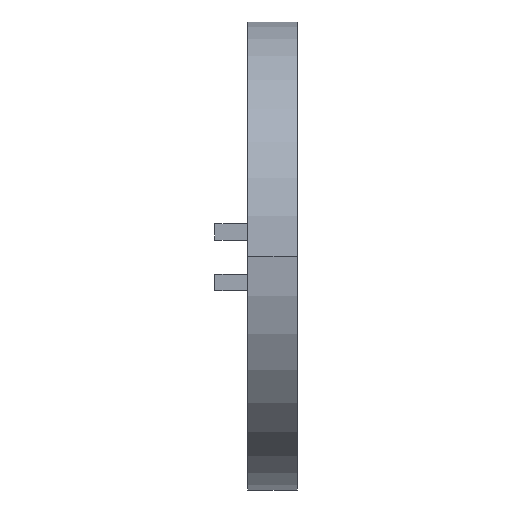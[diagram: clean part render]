
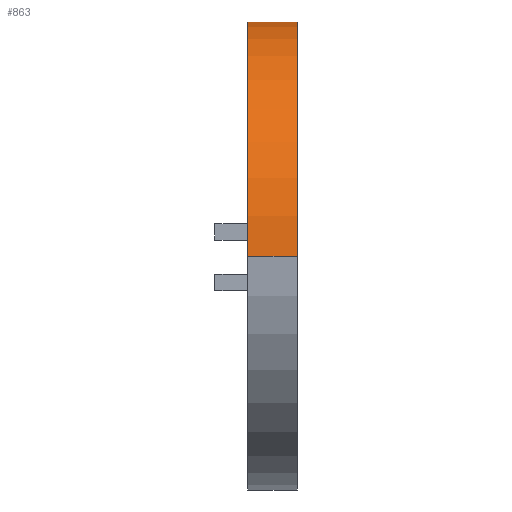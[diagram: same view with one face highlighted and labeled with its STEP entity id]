
A CAD part, left-side view. The second image highlights one B-rep face of the part: STEP entity #863.
In plain terms, the highlighted cylindrical face has radius 35.5 mm (diameter 71 mm), a partial arc.
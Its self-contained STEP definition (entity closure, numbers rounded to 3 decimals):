
#105 = CARTESIAN_POINT ( 'NONE',  ( -23.094, 51.674, 55.186 ) ) ;
#122 = DIRECTION ( 'NONE',  ( 0., 1., 0. ) ) ;
#131 = DIRECTION ( 'NONE',  ( 1., 0., 0. ) ) ;
#211 = ORIENTED_EDGE ( 'NONE', *, *, #224, .T. ) ;
#221 = CARTESIAN_POINT ( 'NONE',  ( -23.094, 51.674, 55.186 ) ) ;
#224 = EDGE_CURVE ( 'NONE', #1188, #616, #734, .T. ) ;
#299 = CARTESIAN_POINT ( 'NONE',  ( 12.406, 51.674, 55.186 ) ) ;
#304 = DIRECTION ( 'NONE',  ( 1., 0., 0. ) ) ;
#316 = FACE_OUTER_BOUND ( 'NONE', #414, .T. ) ;
#331 = AXIS2_PLACEMENT_3D ( 'NONE', #299, #1247, #623 ) ;
#377 = AXIS2_PLACEMENT_3D ( 'NONE', #1613, #122, #131 ) ;
#414 = EDGE_LOOP ( 'NONE', ( #1419, #211, #856, #1079 ) ) ;
#416 = CYLINDRICAL_SURFACE ( 'NONE', #331, 35.5 ) ;
#493 = VECTOR ( 'NONE', #1107, 1000. ) ;
#616 = VERTEX_POINT ( 'NONE', #911 ) ;
#623 = DIRECTION ( 'NONE',  ( -1., 0., 0. ) ) ;
#634 = LINE ( 'NONE', #1114, #860 ) ;
#706 = CIRCLE ( 'NONE', #1604, 35.5 ) ;
#734 = LINE ( 'NONE', #105, #493 ) ;
#856 = ORIENTED_EDGE ( 'NONE', *, *, #924, .T. ) ;
#860 = VECTOR ( 'NONE', #1369, 1000. ) ;
#863 = ADVANCED_FACE ( 'NONE', ( #316 ), #416, .T. ) ;
#911 = CARTESIAN_POINT ( 'NONE',  ( -23.094, 44.174, 55.186 ) ) ;
#914 = EDGE_CURVE ( 'NONE', #950, #1010, #634, .T. ) ;
#915 = CARTESIAN_POINT ( 'NONE',  ( 38.099, 44.174, 79.683 ) ) ;
#924 = EDGE_CURVE ( 'NONE', #616, #1010, #1087, .T. ) ;
#934 = CARTESIAN_POINT ( 'NONE',  ( 12.406, 51.674, 55.186 ) ) ;
#950 = VERTEX_POINT ( 'NONE', #1489 ) ;
#1010 = VERTEX_POINT ( 'NONE', #915 ) ;
#1079 = ORIENTED_EDGE ( 'NONE', *, *, #914, .F. ) ;
#1087 = CIRCLE ( 'NONE', #377, 35.5 ) ;
#1107 = DIRECTION ( 'NONE',  ( 0., -1., 0. ) ) ;
#1114 = CARTESIAN_POINT ( 'NONE',  ( 38.099, 51.674, 79.683 ) ) ;
#1130 = EDGE_CURVE ( 'NONE', #1188, #950, #706, .T. ) ;
#1188 = VERTEX_POINT ( 'NONE', #221 ) ;
#1247 = DIRECTION ( 'NONE',  ( 0., -1., 0. ) ) ;
#1369 = DIRECTION ( 'NONE',  ( 0., -1., 0. ) ) ;
#1419 = ORIENTED_EDGE ( 'NONE', *, *, #1130, .F. ) ;
#1420 = DIRECTION ( 'NONE',  ( 0., 1., 0. ) ) ;
#1489 = CARTESIAN_POINT ( 'NONE',  ( 38.099, 51.674, 79.683 ) ) ;
#1604 = AXIS2_PLACEMENT_3D ( 'NONE', #934, #1420, #304 ) ;
#1613 = CARTESIAN_POINT ( 'NONE',  ( 12.406, 44.174, 55.186 ) ) ;
